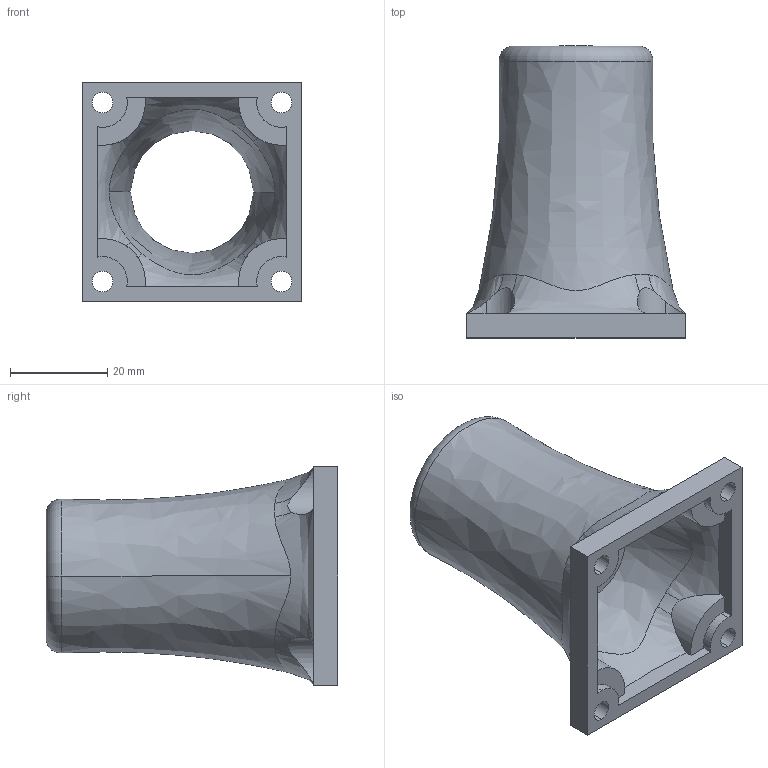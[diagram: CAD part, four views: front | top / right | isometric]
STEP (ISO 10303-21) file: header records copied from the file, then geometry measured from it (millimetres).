
FILE_DESCRIPTION (( 'STEP AP214' ), '1' );
FILE_NAME ('vac_mount.STEP', '2018-06-20T22:51:31', ( '' ), ( '' ), 'SwSTEP 2.0', 'SolidWorks 2016', '' );
FILE_SCHEMA (( 'AUTOMOTIVE_DESIGN' ));
Length unit declared in the file: millimetre
Products named in the file (1): vac_mount
Bounding box: 45 x 60 x 45 mm (x, y, z)
Volume: 19979.9 mm3; surface area: 14237.4 mm2
Topology: 1 solids, 1 shells, 65 faces, 180 edges, 116 vertices
Faces by surface type: cylinder 26, plane 17, bspline 12, torus 10
Entity records: 5328 total; most frequent: CARTESIAN_POINT 3688, ORIENTED_EDGE 360, DIRECTION 310, EDGE_CURVE 180, AXIS2_PLACEMENT_3D 124, VERTEX_POINT 116, EDGE_LOOP 74, CIRCLE 70
